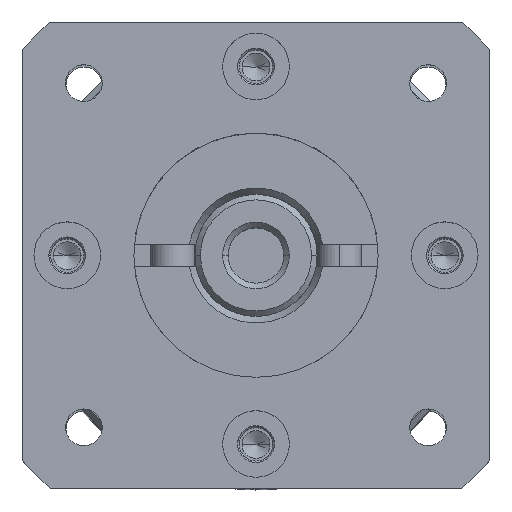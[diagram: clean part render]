
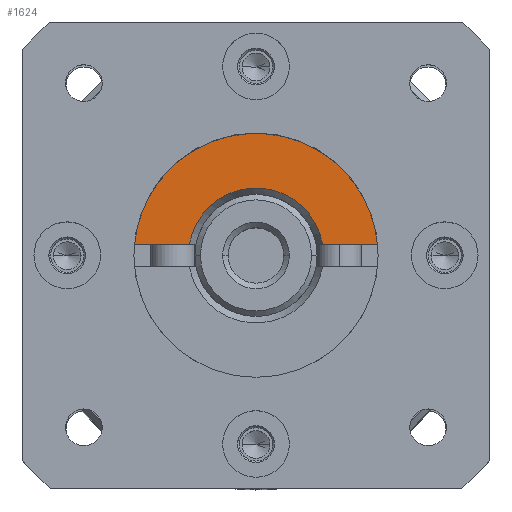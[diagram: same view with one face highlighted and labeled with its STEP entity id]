
A CAD part, top view. The second image highlights one B-rep face of the part: STEP entity #1624.
In plain terms, the highlighted face is planar.
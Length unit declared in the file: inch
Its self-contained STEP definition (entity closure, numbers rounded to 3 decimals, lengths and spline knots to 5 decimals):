
#187 = LINE ( 'NONE', #4437, #9294 ) ;
#427 = DIRECTION ( 'NONE',  ( 0., 0., -1. ) ) ;
#519 = VERTEX_POINT ( 'NONE', #8877 ) ;
#884 = CIRCLE ( 'NONE', #12451, 0.23927 ) ;
#956 = DIRECTION ( 'NONE',  ( 0., 0., 1. ) ) ;
#1013 = VERTEX_POINT ( 'NONE', #3412 ) ;
#1624 = ADVANCED_FACE ( 'NONE', ( #11164 ), #13740, .T. ) ;
#2703 = DIRECTION ( 'NONE',  ( 1., 0., 0. ) ) ;
#3412 = CARTESIAN_POINT ( 'NONE',  ( -0.59843, 0.03937, 0.43128 ) ) ;
#3487 = EDGE_CURVE ( 'NONE', #13361, #1013, #3708, .T. ) ;
#3592 = ORIENTED_EDGE ( 'NONE', *, *, #6765, .T. ) ;
#3708 = LINE ( 'NONE', #5595, #11949 ) ;
#4437 = CARTESIAN_POINT ( 'NONE',  ( -0.59843, 0.03937, 0. ) ) ;
#5098 = EDGE_CURVE ( 'NONE', #519, #13352, #187, .T. ) ;
#5595 = CARTESIAN_POINT ( 'NONE',  ( -0.59843, 0.03937, 0.55118 ) ) ;
#5735 = DIRECTION ( 'NONE',  ( 0., 0., 1. ) ) ;
#5748 = ORIENTED_EDGE ( 'NONE', *, *, #3487, .T. ) ;
#5950 = AXIS2_PLACEMENT_3D ( 'NONE', #13956, #7304, #427 ) ;
#6765 = EDGE_CURVE ( 'NONE', #13352, #13361, #884, .T. ) ;
#7304 = DIRECTION ( 'NONE',  ( 1., 0., 0. ) ) ;
#8104 = ORIENTED_EDGE ( 'NONE', *, *, #5098, .T. ) ;
#8877 = CARTESIAN_POINT ( 'NONE',  ( -0.59843, 0.03937, -0.43128 ) ) ;
#9074 = CARTESIAN_POINT ( 'NONE',  ( -0.59843, 0.03937, -0.236 ) ) ;
#9294 = VECTOR ( 'NONE', #956, 39.37008 ) ;
#9488 = CARTESIAN_POINT ( 'NONE',  ( -0.59843, 0., 0. ) ) ;
#10608 = DIRECTION ( 'NONE',  ( 0., 0., 1. ) ) ;
#10959 = CIRCLE ( 'NONE', #5950, 0.43307 ) ;
#11164 = FACE_OUTER_BOUND ( 'NONE', #13786, .T. ) ;
#11878 = AXIS2_PLACEMENT_3D ( 'NONE', #13607, #13446, #13414 ) ;
#11949 = VECTOR ( 'NONE', #5735, 39.37008 ) ;
#12328 = ORIENTED_EDGE ( 'NONE', *, *, #13398, .F. ) ;
#12451 = AXIS2_PLACEMENT_3D ( 'NONE', #9488, #2703, #10608 ) ;
#12569 = CARTESIAN_POINT ( 'NONE',  ( -0.59843, 0.03937, 0.236 ) ) ;
#13352 = VERTEX_POINT ( 'NONE', #9074 ) ;
#13361 = VERTEX_POINT ( 'NONE', #12569 ) ;
#13398 = EDGE_CURVE ( 'NONE', #519, #1013, #10959, .T. ) ;
#13414 = DIRECTION ( 'NONE',  ( 0., 0., 1. ) ) ;
#13446 = DIRECTION ( 'NONE',  ( -1., 0., 0. ) ) ;
#13607 = CARTESIAN_POINT ( 'NONE',  ( -0.59843, 0.3248, 0. ) ) ;
#13740 = PLANE ( 'NONE',  #11878 ) ;
#13786 = EDGE_LOOP ( 'NONE', ( #8104, #3592, #5748, #12328 ) ) ;
#13956 = CARTESIAN_POINT ( 'NONE',  ( -0.59843, 0., 0. ) ) ;
